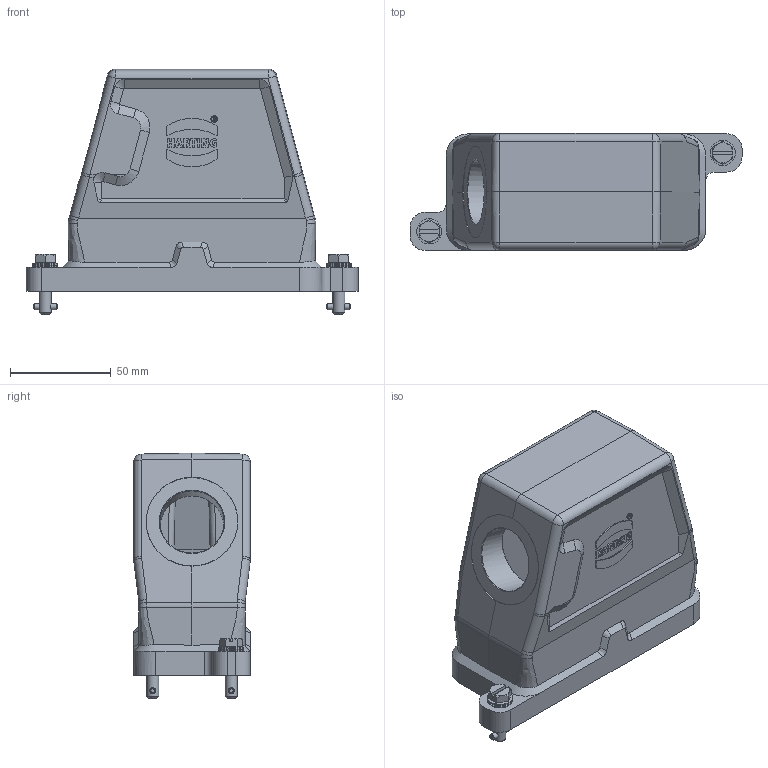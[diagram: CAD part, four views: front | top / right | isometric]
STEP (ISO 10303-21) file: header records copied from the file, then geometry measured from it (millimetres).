
FILE_DESCRIPTION(/* description */ (''),/* implementation_level */ '2;1');
FILE_NAME(/* name */ '100609714ugm000_b.stp',/* time_stamp */ '2017-11-06T09:12:39+01:00',/* author */ (''),/* organization */ (''),/* preprocessor_version */ 'ST-DEVELOPER v16',/* originating_system */ 'SIEMENS PLM Software NX 10.0',/* authorisation */ '');
FILE_SCHEMA (('AUTOMOTIVE_DESIGN { 1 0 10303 214 3 1 1 1 }'));
Length unit declared in the file: millimetre
Products named in the file (1): 100609714ugm000_b
Bounding box: 165 x 58 x 122.1 mm (x, y, z)
Volume: 223727 mm3; surface area: 84758 mm2
Topology: 11 solids, 11 shells, 471 faces, 1212 edges, 763 vertices
Faces by surface type: plane 220, cylinder 121, bspline 65, cone 59, sphere 4, extrusion 2
Full cylindrical faces by diameter (mm): 2.75 x1, 3 x8, 3.25 x1, 6 x2, 6.45 x2, 14.05 x2, 32 x1, 45.6 x1
Entity records: 21075 total; most frequent: CARTESIAN_POINT 6910, ORIENTED_EDGE 2242, DIRECTION 2119, EDGE_CURVE 1121, AXIS2_PLACEMENT_3D 746, VERTEX_POINT 745, VECTOR 627, LINE 625
